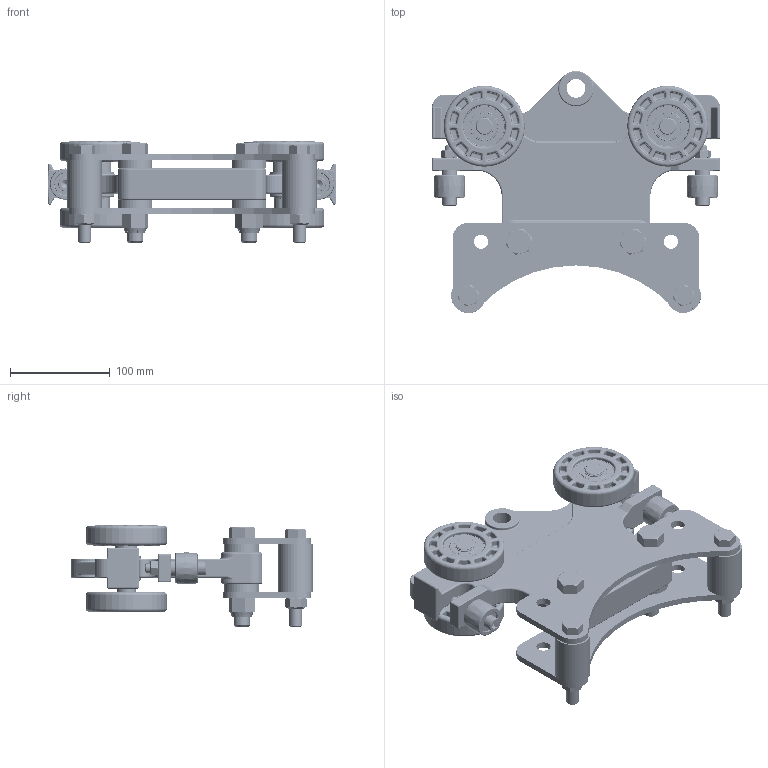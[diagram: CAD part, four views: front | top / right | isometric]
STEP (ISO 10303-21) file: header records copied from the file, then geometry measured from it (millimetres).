
FILE_DESCRIPTION((''),'2;1');
FILE_NAME('20023.stp','2011-09-08T08:08:39',('jholman'),(''),'Autodesk Inventor 2011','Autodesk Inventor 2011','');
FILE_SCHEMA(('AUTOMOTIVE_DESIGN { 1 0 10303 214 1 1 1 1 }'));
Length unit declared in the file: inch
Products named in the file (24): 20023; 20024; 3D11B4B4C; 3D11JDF4B; 3D11I6B4A; 3D11H6B4A; 70012; 3D11KDF4A; 3D11MDF4A; 3D11LDF4A; 3D11NDF4A; Hex Nut - UNC (Regular Thread - Inch) 3/8 - 16; Unbrako UNC Hex Socket Cap - Inch 3/8 x 2; 32045; 3D11HDF4B; 3D11IDF4A; 3D11YCB4C; 3D11PEF4C; 3D11WCB4B; 3D11XCB4B; Hex Bolt - UNC (Regular Thread - Inch) 1/2-13 UNC - 3.5; Hex Bolt - UNC (Regular Thread - Inch) 5/8-11 UNC - 3.5; 3D11Y3B4A; Prevailing Torque Type Hex Nut - UNC (Regular Thread - Inch)  (IFI) 1/2 - 13 Metal Type
Assembly tree (44 placements, depth 4):
  20023
    20024
      3D11B4B4C
      3D11JDF4B  x2
      3D11I6B4A  x2
      3D11H6B4A  x4
      70012  x2
        3D11KDF4A
        3D11MDF4A
        3D11LDF4A
        3D11NDF4A
      Hex Nut - UNC (Regular Thread - Inch) 3/8 - 16  x2
      Unbrako UNC Hex Socket Cap - Inch 3/8 x 2  x2
      32045  x4
        3D11HDF4B
        3D11IDF4A
    3D11YCB4C
      3D11PEF4C  x2
      3D11WCB4B  x2
      3D11XCB4B  x4
      Hex Bolt - UNC (Regular Thread - Inch) 1/2-13 UNC - 3.5  x2
      Hex Bolt - UNC (Regular Thread - Inch) 5/8-11 UNC - 3.5  x2
      3D11Y3B4A  x2
      Prevailing Torque Type Hex Nut - UNC (Regular Thread - Inch)  (IFI) 1/2 - 13 Metal Type  x2
Bounding box: 288.93 x 242.79 x 101.81 mm (x, y, z)
Volume: 1417039.7 mm3; surface area: 372543.2 mm2
Topology: 45 solids, 47 shells, 4677 faces, 10784 edges, 5895 vertices
Faces by surface type: plane 1247, bspline 1152, torus 774, cylinder 712, sphere 476, cone 316
Full cylindrical faces by diameter (mm): 1.016 x8, 1.321 x4, 7.798 x2, 9.525 x10, 9.754 x2, 10.592 x2, 12.7 x6, 13.081 x2, 14.288 x4, 14.3 x2, 15.875 x8, 15.977 x4, 16.307 x2, 16.954 x8, 16.993 x4, 17.463 x13, 17.78 x2, 17.882 x2, 19.05 x11, 22.098 x4, 22.174 x4, 22.225 x6, 23.813 x2, 26.594 x8, 26.797 x8, 28.575 x4, 34.925 x7, 41.707 x8, 41.91 x8, 42.238 x8
Entity records: 53851 total; most frequent: CARTESIAN_POINT 19734, DIRECTION 6784, ORIENTED_EDGE 6778, EDGE_CURVE 3389, AXIS2_PLACEMENT_3D 2965, VERTEX_POINT 2003, EDGE_LOOP 1882, CIRCLE 1636
